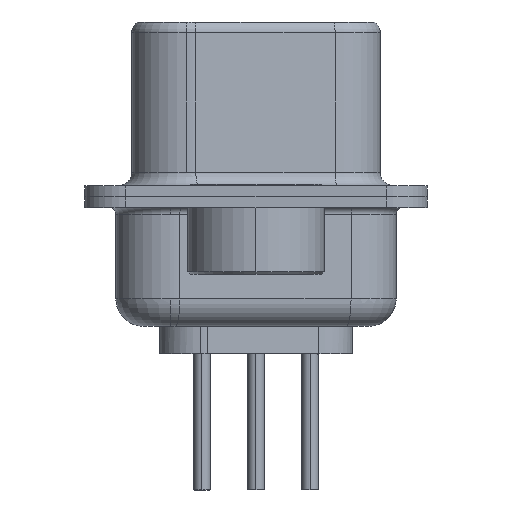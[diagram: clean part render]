
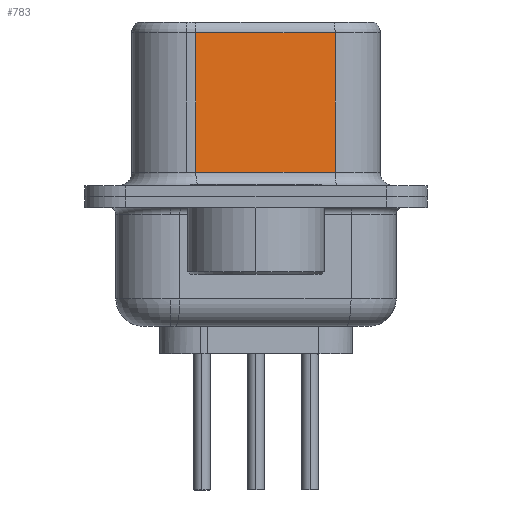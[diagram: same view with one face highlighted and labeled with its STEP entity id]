
A CAD part, left-side view. The second image highlights one B-rep face of the part: STEP entity #783.
In plain terms, the highlighted planar face has unit normal (-0.985, -0.174, 0).
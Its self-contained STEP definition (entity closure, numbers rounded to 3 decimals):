
#77 = DIRECTION ( 'NONE',  ( 0., 0., -1. ) ) ;
#258 = AXIS2_PLACEMENT_3D ( 'NONE', #4416, #25691, #12735 ) ;
#783 = ADVANCED_FACE ( 'NONE', ( #2076 ), #8455, .F. ) ;
#873 = VERTEX_POINT ( 'NONE', #19421 ) ;
#2076 = FACE_OUTER_BOUND ( 'NONE', #4557, .T. ) ;
#3759 = DIRECTION ( 'NONE',  ( 0.174, -0.985, 0. ) ) ;
#4061 = CARTESIAN_POINT ( 'NONE',  ( 4.515, -2.897, 6.5 ) ) ;
#4416 = CARTESIAN_POINT ( 'NONE',  ( 4.515, -2.897, 6.5 ) ) ;
#4557 = EDGE_LOOP ( 'NONE', ( #6745, #10278, #11390, #7144 ) ) ;
#5529 = EDGE_CURVE ( 'NONE', #7404, #20891, #22813, .T. ) ;
#6197 = LINE ( 'NONE', #12578, #6886 ) ;
#6414 = LINE ( 'NONE', #4061, #10204 ) ;
#6679 = DIRECTION ( 'NONE',  ( 0., 0., -1. ) ) ;
#6745 = ORIENTED_EDGE ( 'NONE', *, *, #10459, .F. ) ;
#6886 = VECTOR ( 'NONE', #77, 1000. ) ;
#7144 = ORIENTED_EDGE ( 'NONE', *, *, #5529, .T. ) ;
#7146 = CARTESIAN_POINT ( 'NONE',  ( 3.615, 2.203, 6. ) ) ;
#7404 = VERTEX_POINT ( 'NONE', #23496 ) ;
#8455 = PLANE ( 'NONE',  #258 ) ;
#10204 = VECTOR ( 'NONE', #6679, 1000. ) ;
#10278 = ORIENTED_EDGE ( 'NONE', *, *, #18487, .T. ) ;
#10396 = CARTESIAN_POINT ( 'NONE',  ( 4.515, -2.897, 0.9 ) ) ;
#10459 = EDGE_CURVE ( 'NONE', #873, #20891, #6414, .T. ) ;
#11390 = ORIENTED_EDGE ( 'NONE', *, *, #14165, .T. ) ;
#12578 = CARTESIAN_POINT ( 'NONE',  ( 3.615, 2.203, 6.5 ) ) ;
#12735 = DIRECTION ( 'NONE',  ( -0.174, 0.985, 0. ) ) ;
#13816 = DIRECTION ( 'NONE',  ( -0.174, 0.985, 0. ) ) ;
#14165 = EDGE_CURVE ( 'NONE', #20315, #7404, #6197, .T. ) ;
#14980 = CARTESIAN_POINT ( 'NONE',  ( 4.515, -2.897, 0.9 ) ) ;
#18487 = EDGE_CURVE ( 'NONE', #873, #20315, #26646, .T. ) ;
#19421 = CARTESIAN_POINT ( 'NONE',  ( 4.515, -2.897, 6. ) ) ;
#19828 = VECTOR ( 'NONE', #13816, 1000. ) ;
#20315 = VERTEX_POINT ( 'NONE', #7146 ) ;
#20891 = VERTEX_POINT ( 'NONE', #14980 ) ;
#22813 = LINE ( 'NONE', #10396, #25569 ) ;
#23496 = CARTESIAN_POINT ( 'NONE',  ( 3.615, 2.203, 0.9 ) ) ;
#24290 = CARTESIAN_POINT ( 'NONE',  ( 4.515, -2.897, 6. ) ) ;
#25569 = VECTOR ( 'NONE', #3759, 1000. ) ;
#25691 = DIRECTION ( 'NONE',  ( 0.985, 0.174, 0. ) ) ;
#26646 = LINE ( 'NONE', #24290, #19828 ) ;
